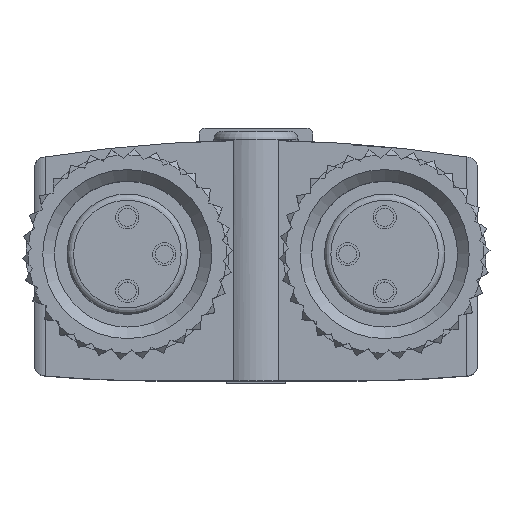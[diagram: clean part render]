
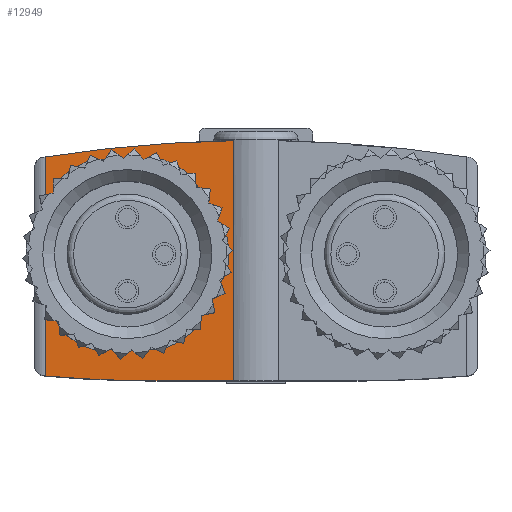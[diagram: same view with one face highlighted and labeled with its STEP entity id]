
A CAD part, top view. The second image highlights one B-rep face of the part: STEP entity #12949.
In plain terms, the highlighted face is planar.
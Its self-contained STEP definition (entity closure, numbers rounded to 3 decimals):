
#338=LINE('',#18359,#1102);
#339=LINE('',#18364,#1103);
#340=LINE('',#18366,#1104);
#1102=VECTOR('',#15019,1000.);
#1103=VECTOR('',#15022,1000.);
#1104=VECTOR('',#15023,1000.);
#1744=PLANE('',#13669);
#2151=CIRCLE('',#13670,2.95);
#2152=CIRCLE('',#13671,64.5);
#2153=CIRCLE('',#13672,64.5);
#2882=ORIENTED_EDGE('',*,*,#5646,.F.);
#2883=ORIENTED_EDGE('',*,*,#5647,.T.);
#2884=ORIENTED_EDGE('',*,*,#5648,.F.);
#2885=ORIENTED_EDGE('',*,*,#5649,.F.);
#2886=ORIENTED_EDGE('',*,*,#5650,.F.);
#2887=ORIENTED_EDGE('',*,*,#5651,.F.);
#5646=EDGE_CURVE('',#6989,#6989,#2151,.F.);
#5647=EDGE_CURVE('',#6990,#6991,#338,.T.);
#5648=EDGE_CURVE('',#6992,#6991,#2152,.T.);
#5649=EDGE_CURVE('',#6993,#6992,#339,.T.);
#5650=EDGE_CURVE('',#6994,#6993,#340,.T.);
#5651=EDGE_CURVE('',#6990,#6994,#2153,.T.);
#6989=VERTEX_POINT('',#18358);
#6990=VERTEX_POINT('',#18360);
#6991=VERTEX_POINT('',#18361);
#6992=VERTEX_POINT('',#18363);
#6993=VERTEX_POINT('',#18365);
#6994=VERTEX_POINT('',#18367);
#7988=EDGE_LOOP('',(#2882));
#7989=EDGE_LOOP('',(#2883,#2884,#2885,#2886,#2887));
#8667=FACE_BOUND('',#7988,.T.);
#8668=FACE_BOUND('',#7989,.T.);
#12949=ADVANCED_FACE('',(#8667,#8668),#1744,.F.);
#13669=AXIS2_PLACEMENT_3D('',#18356,#15015,#15016);
#13670=AXIS2_PLACEMENT_3D('',#18357,#15017,#15018);
#13671=AXIS2_PLACEMENT_3D('',#18362,#15020,#15021);
#13672=AXIS2_PLACEMENT_3D('',#18368,#15024,#15025);
#15015=DIRECTION('',(0.,0.,1.));
#15016=DIRECTION('',(1.,0.,0.));
#15017=DIRECTION('',(0.,0.,1.));
#15018=DIRECTION('',(1.,0.,0.));
#15019=DIRECTION('',(0.,-1.,0.));
#15020=DIRECTION('',(0.,0.,1.));
#15021=DIRECTION('',(1.,0.,0.));
#15022=DIRECTION('',(1.,0.,0.));
#15023=DIRECTION('',(0.,-1.,0.));
#15024=DIRECTION('',(0.,0.,1.));
#15025=DIRECTION('',(1.,0.,0.));
#18356=CARTESIAN_POINT('',(-10.,4.114,0.));
#18357=CARTESIAN_POINT('',(6.1,0.,0.));
#18358=CARTESIAN_POINT('',(9.05,0.,0.));
#18359=CARTESIAN_POINT('',(10.,8.3,0.));
#18360=CARTESIAN_POINT('',(10.,4.62,0.));
#18361=CARTESIAN_POINT('',(10.,-5.765,0.));
#18362=CARTESIAN_POINT('',(4.5,58.5,0.));
#18363=CARTESIAN_POINT('',(4.5,-6.,0.));
#18364=CARTESIAN_POINT('',(-4.5,-6.,0.));
#18365=CARTESIAN_POINT('',(1.054,-6.,0.));
#18366=CARTESIAN_POINT('',(1.054,-6.,0.));
#18367=CARTESIAN_POINT('',(1.054,5.391,0.));
#18368=CARTESIAN_POINT('',(0.,-59.1,0.));
